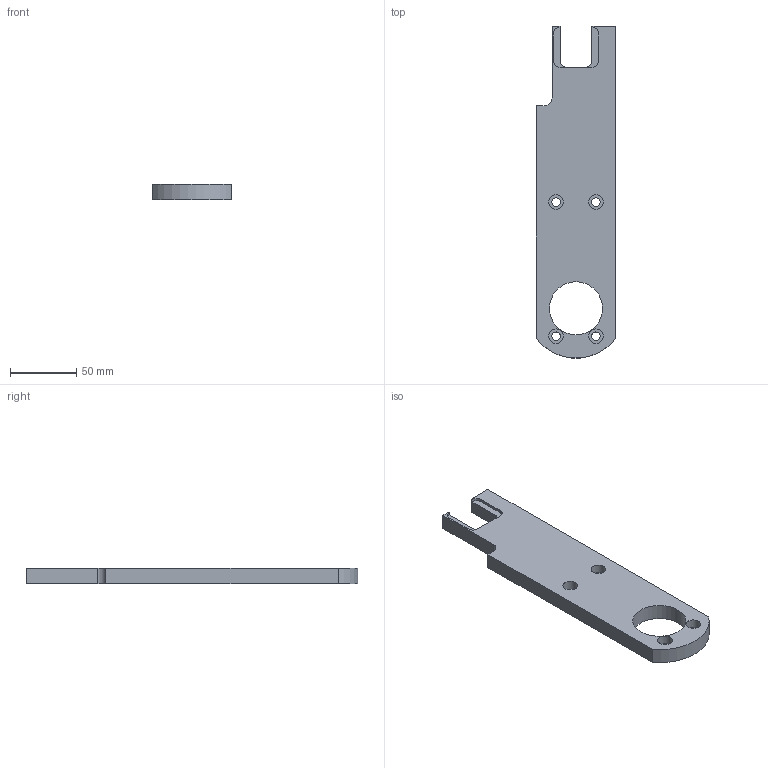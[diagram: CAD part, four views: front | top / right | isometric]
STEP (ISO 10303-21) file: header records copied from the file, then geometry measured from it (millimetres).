
FILE_DESCRIPTION(/* description */ (''),/* implementation_level */ '2;1');
FILE_NAME(/* name */ '4ba99b44-8269-4705-a404-13bb4fc20d9f.stp',/* time_stamp */ '2022-07-10T08:24:07Z',/* author */ (''),/* organization */ (''),/* preprocessor_version */ 'ST-DEVELOPER v19',/* originating_system */ 'Autodesk Translation Framework v11.7.0.108',/* authorisation */ '');
FILE_SCHEMA (('AUTOMOTIVE_DESIGN { 1 0 10303 214 3 1 1 }'));
Length unit declared in the file: millimetre
Products named in the file (1): LS_Planche porte cuve
Bounding box: 60 x 249.87 x 12 mm (x, y, z)
Volume: 140439.1 mm3; surface area: 34561.6 mm2
Topology: 1 solids, 1 shells, 36 faces, 90 edges, 60 vertices
Faces by surface type: plane 19, cylinder 17
Full cylindrical faces by diameter (mm): 6.4 x4, 11 x4, 40 x1
Entity records: 1141 total; most frequent: DIRECTION 198, CARTESIAN_POINT 187, ORIENTED_EDGE 180, EDGE_CURVE 90, AXIS2_PLACEMENT_3D 71, VERTEX_POINT 60, LINE 56, VECTOR 56
